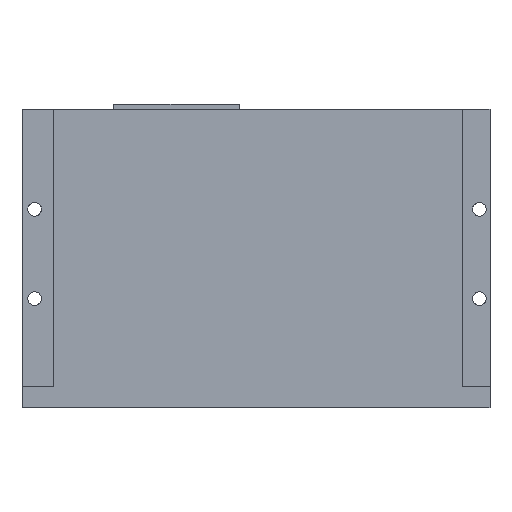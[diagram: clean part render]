
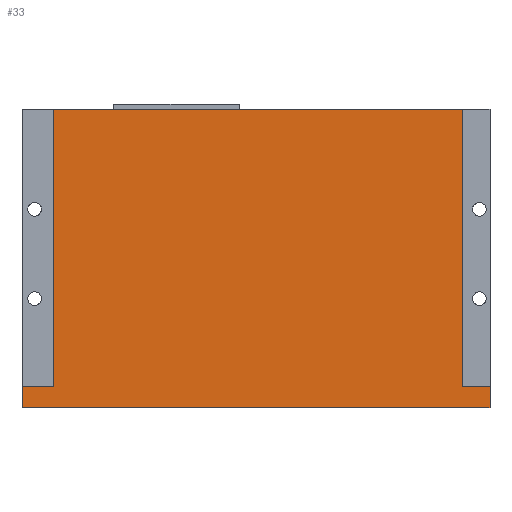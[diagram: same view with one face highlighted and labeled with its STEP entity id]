
A CAD part, front view. The second image highlights one B-rep face of the part: STEP entity #33.
In plain terms, the highlighted planar face has unit normal (0, -1, 0).
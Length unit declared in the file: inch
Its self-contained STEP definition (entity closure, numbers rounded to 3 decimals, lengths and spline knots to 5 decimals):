
#33 = ADVANCED_FACE ( 'NONE', ( #1868 ), #2770, .T. ) ;
#64 = VERTEX_POINT ( 'NONE', #977 ) ;
#135 = ORIENTED_EDGE ( 'NONE', *, *, #1955, .T. ) ;
#154 = LINE ( 'NONE', #2255, #1035 ) ;
#160 = CARTESIAN_POINT ( 'NONE',  ( 2.11705, -0.68756, -2.7575 ) ) ;
#212 = AXIS2_PLACEMENT_3D ( 'NONE', #2515, #1433, #969 ) ;
#222 = EDGE_CURVE ( 'NONE', #2532, #64, #2618, .T. ) ;
#234 = ORIENTED_EDGE ( 'NONE', *, *, #1865, .T. ) ;
#289 = DIRECTION ( 'NONE',  ( -1., 0., 0. ) ) ;
#359 = VECTOR ( 'NONE', #2577, 39.37008 ) ;
#363 = LINE ( 'NONE', #460, #1679 ) ;
#460 = CARTESIAN_POINT ( 'NONE',  ( 2.38755, -0.68756, -2.7575 ) ) ;
#492 = VECTOR ( 'NONE', #1451, 39.37008 ) ;
#580 = DIRECTION ( 'NONE',  ( 0., 0., 1. ) ) ;
#587 = CARTESIAN_POINT ( 'NONE',  ( 2.38755, -0.68756, -2.97 ) ) ;
#613 = ORIENTED_EDGE ( 'NONE', *, *, #684, .T. ) ;
#648 = ORIENTED_EDGE ( 'NONE', *, *, #781, .T. ) ;
#649 = EDGE_CURVE ( 'NONE', #2622, #1907, #2341, .T. ) ;
#656 = VERTEX_POINT ( 'NONE', #716 ) ;
#672 = DIRECTION ( 'NONE',  ( -1., 0., 0. ) ) ;
#684 = EDGE_CURVE ( 'NONE', #64, #1620, #154, .T. ) ;
#716 = CARTESIAN_POINT ( 'NONE',  ( 2.38755, -0.68756, -2.7575 ) ) ;
#781 = EDGE_CURVE ( 'NONE', #1620, #2432, #1860, .T. ) ;
#878 = CARTESIAN_POINT ( 'NONE',  ( -1.95195, -0.68756, 0. ) ) ;
#931 = LINE ( 'NONE', #1940, #359 ) ;
#969 = DIRECTION ( 'NONE',  ( 0., 0., -1. ) ) ;
#977 = CARTESIAN_POINT ( 'NONE',  ( 2.11705, -0.68756, 0. ) ) ;
#1000 = CARTESIAN_POINT ( 'NONE',  ( -2.26245, -0.68756, -2.7575 ) ) ;
#1024 = ORIENTED_EDGE ( 'NONE', *, *, #1297, .T. ) ;
#1035 = VECTOR ( 'NONE', #289, 39.37008 ) ;
#1227 = ORIENTED_EDGE ( 'NONE', *, *, #649, .T. ) ;
#1228 = CARTESIAN_POINT ( 'NONE',  ( 2.11705, -0.68756, 0. ) ) ;
#1257 = LINE ( 'NONE', #1305, #1933 ) ;
#1297 = EDGE_CURVE ( 'NONE', #2432, #1773, #363, .T. ) ;
#1305 = CARTESIAN_POINT ( 'NONE',  ( -2.26245, -0.68756, 0. ) ) ;
#1433 = DIRECTION ( 'NONE',  ( 0., -1., 0. ) ) ;
#1440 = CARTESIAN_POINT ( 'NONE',  ( 2.38755, -0.68756, -2.7575 ) ) ;
#1451 = DIRECTION ( 'NONE',  ( -1., 0., 0. ) ) ;
#1554 = DIRECTION ( 'NONE',  ( 0., 0., -1. ) ) ;
#1620 = VERTEX_POINT ( 'NONE', #878 ) ;
#1637 = DIRECTION ( 'NONE',  ( 0., 0., -1. ) ) ;
#1667 = ORIENTED_EDGE ( 'NONE', *, *, #222, .T. ) ;
#1679 = VECTOR ( 'NONE', #672, 39.37008 ) ;
#1697 = CARTESIAN_POINT ( 'NONE',  ( -1.95195, -0.68756, -2.7575 ) ) ;
#1773 = VERTEX_POINT ( 'NONE', #1000 ) ;
#1823 = LINE ( 'NONE', #1440, #492 ) ;
#1860 = LINE ( 'NONE', #2507, #2479 ) ;
#1865 = EDGE_CURVE ( 'NONE', #656, #2532, #1823, .T. ) ;
#1868 = FACE_OUTER_BOUND ( 'NONE', #2418, .T. ) ;
#1907 = VERTEX_POINT ( 'NONE', #587 ) ;
#1933 = VECTOR ( 'NONE', #1554, 39.37008 ) ;
#1940 = CARTESIAN_POINT ( 'NONE',  ( 2.38755, -0.68756, 0. ) ) ;
#1955 = EDGE_CURVE ( 'NONE', #1907, #656, #931, .T. ) ;
#2006 = ORIENTED_EDGE ( 'NONE', *, *, #2856, .T. ) ;
#2255 = CARTESIAN_POINT ( 'NONE',  ( 2.38755, -0.68756, 0. ) ) ;
#2341 = LINE ( 'NONE', #2468, #2517 ) ;
#2375 = VECTOR ( 'NONE', #580, 39.37008 ) ;
#2418 = EDGE_LOOP ( 'NONE', ( #613, #648, #1024, #2006, #1227, #135, #234, #1667 ) ) ;
#2432 = VERTEX_POINT ( 'NONE', #1697 ) ;
#2440 = CARTESIAN_POINT ( 'NONE',  ( -2.26245, -0.68756, -2.97 ) ) ;
#2458 = DIRECTION ( 'NONE',  ( 1., 0., 0. ) ) ;
#2468 = CARTESIAN_POINT ( 'NONE',  ( 2.38755, -0.68756, -2.97 ) ) ;
#2479 = VECTOR ( 'NONE', #1637, 39.37008 ) ;
#2507 = CARTESIAN_POINT ( 'NONE',  ( -1.95195, -0.68756, 0. ) ) ;
#2515 = CARTESIAN_POINT ( 'NONE',  ( 2.38755, -0.68756, 0. ) ) ;
#2517 = VECTOR ( 'NONE', #2458, 39.37008 ) ;
#2532 = VERTEX_POINT ( 'NONE', #160 ) ;
#2577 = DIRECTION ( 'NONE',  ( 0., 0., 1. ) ) ;
#2618 = LINE ( 'NONE', #1228, #2375 ) ;
#2622 = VERTEX_POINT ( 'NONE', #2440 ) ;
#2770 = PLANE ( 'NONE',  #212 ) ;
#2856 = EDGE_CURVE ( 'NONE', #1773, #2622, #1257, .T. ) ;
